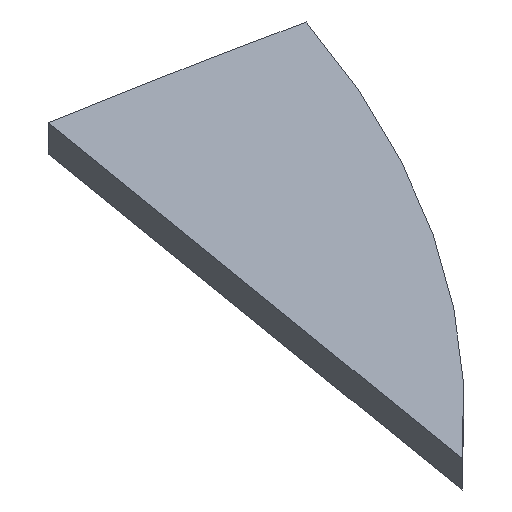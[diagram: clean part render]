
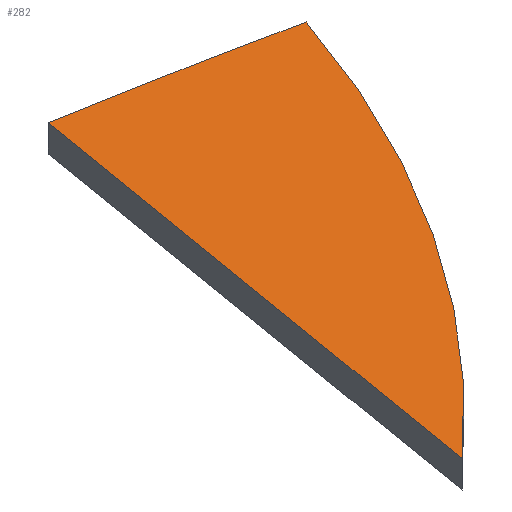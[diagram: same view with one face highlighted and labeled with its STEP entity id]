
A CAD part, isometric view. The second image highlights one B-rep face of the part: STEP entity #282.
In plain terms, the highlighted planar face has unit normal (0, 0, 1).
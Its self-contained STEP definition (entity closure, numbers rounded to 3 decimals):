
#160=CARTESIAN_POINT('',(238.59,-265.563,9.0));
#161=VERTEX_POINT('',#160);
#162=CARTESIAN_POINT('',(266.494,-100.245,9.0));
#163=VERTEX_POINT('',#162);
#164=CARTESIAN_POINT('',(238.59,-265.563,9.0));
#165=DIRECTION('',(0.166,0.986,0.0));
#166=VECTOR('',#165,167.656);
#167=LINE('',#164,#166);
#168=EDGE_CURVE('',#161,#163,#167,.T.);
#200=CARTESIAN_POINT('',(338.282,-114.081,9.0));
#201=VERTEX_POINT('',#200);
#202=CARTESIAN_POINT('',(0.,-1676.115,9.0));
#203=DIRECTION('',(0.0,0.0,-1.0));
#204=DIRECTION('',(0.212,0.977,0.0));
#205=AXIS2_PLACEMENT_3D('',#202,#203,#204);
#206=CIRCLE('',#205,1598.244);
#207=EDGE_CURVE('',#163,#201,#206,.T.);
#233=CARTESIAN_POINT('',(0.0,0.0,9.0));
#234=DIRECTION('',(0.0,0.0,-1.));
#235=DIRECTION('',(0.668,-0.744,0.0));
#236=AXIS2_PLACEMENT_3D('',#233,#234,#235);
#237=CIRCLE('',#236,357.0);
#238=EDGE_CURVE('',#201,#161,#237,.T.);
#272=CARTESIAN_POINT('',(301.207,-111.739,9.0));
#273=DIRECTION('',(0.0,0.0,1.0));
#274=DIRECTION('',(1.0,0.0,0.0));
#275=AXIS2_PLACEMENT_3D('',#272,#273,#274);
#276=PLANE('',#275);
#277=ORIENTED_EDGE('',*,*,#238,.F.);
#278=ORIENTED_EDGE('',*,*,#207,.F.);
#279=ORIENTED_EDGE('',*,*,#168,.F.);
#280=EDGE_LOOP('',(#277,#278,#279));
#281=FACE_OUTER_BOUND('',#280,.T.);
#282=ADVANCED_FACE('',(#281),#276,.T.);
